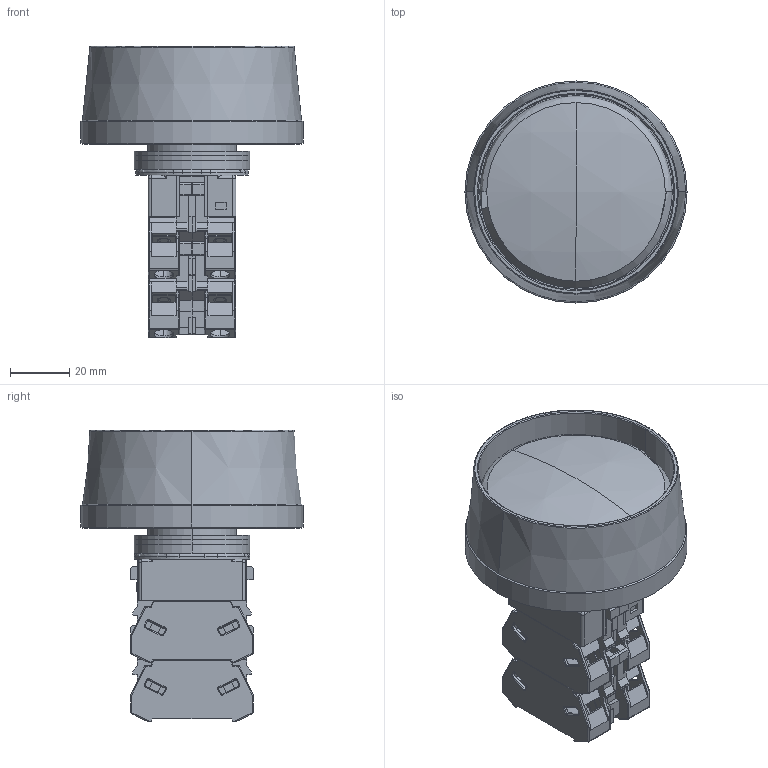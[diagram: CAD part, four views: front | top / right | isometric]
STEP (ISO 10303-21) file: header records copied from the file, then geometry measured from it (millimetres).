
FILE_DESCRIPTION (( 'STEP AP203' ), '1' );
FILE_NAME ('OUTSIDE-ABN4F.STEP', '2017-03-14T07:22:44', ( '' ), ( '' ), 'SwSTEP 2.0', 'SolidWorks 2014', '' );
FILE_SCHEMA (( 'CONFIG_CONTROL_DESIGN' ));
Length unit declared in the file: millimetre
Products named in the file (6): OUTSIDE-ABN4F; OUTSIDE-ABN4_BODY; OUTSIDE-OW-12; OUTSIDE-HW-U; OUTSIDE-OW-11
Assembly tree (9 placements, depth 2):
  OUTSIDE-ABN4F
    OUTSIDE-ABN4_BODY
    OUTSIDE-OW-12
    OUTSIDE-OW-11  x2
    OUTSIDE-ABN4F
    OUTSIDE-HW-U  x4
Bounding box: 75 x 75 x 98.4 mm (x, y, z)
Volume: 150099.8 mm3; surface area: 59659.6 mm2
Topology: 10 solids, 10 shells, 1263 faces, 3432 edges, 2193 vertices
Faces by surface type: plane 739, cylinder 324, bspline 160, cone 22, torus 12, sphere 6
Entity records: 16679 total; most frequent: CARTESIAN_POINT 4913, ORIENTED_EDGE 2384, DIRECTION 2204, EDGE_CURVE 1192, LINE 802, VECTOR 802, VERTEX_POINT 767, AXIS2_PLACEMENT_3D 701
